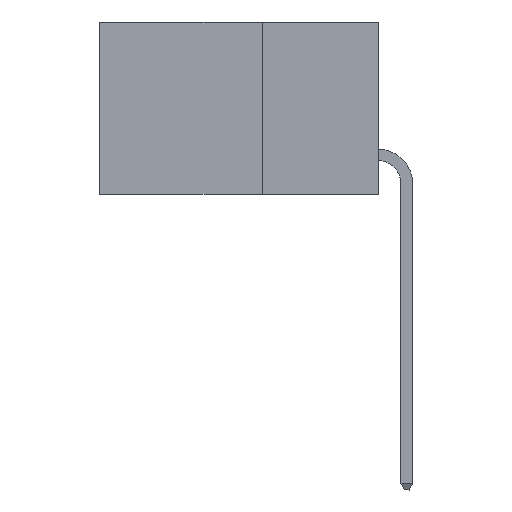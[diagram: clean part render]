
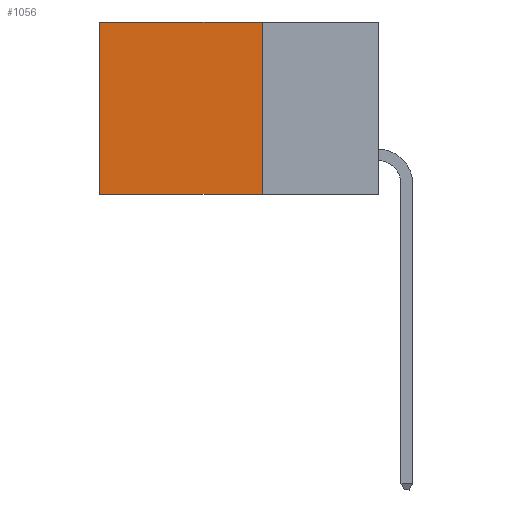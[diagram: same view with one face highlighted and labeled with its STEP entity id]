
A CAD part, left-side view. The second image highlights one B-rep face of the part: STEP entity #1056.
In plain terms, the highlighted planar face has unit normal (-1, 0, 0).
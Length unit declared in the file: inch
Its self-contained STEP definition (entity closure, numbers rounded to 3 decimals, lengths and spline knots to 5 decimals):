
#886 = PLANE ( 'NONE',  #2852 ) ;
#1056 = ADVANCED_FACE ( 'NONE', ( #17406 ), #886, .F. ) ;
#1176 = DIRECTION ( 'NONE',  ( 0., 0., -1. ) ) ;
#1663 = VERTEX_POINT ( 'NONE', #7920 ) ;
#2612 = EDGE_CURVE ( 'NONE', #21792, #1663, #6009, .T. ) ;
#2852 = AXIS2_PLACEMENT_3D ( 'NONE', #15595, #14153, #21523 ) ;
#3988 = VECTOR ( 'NONE', #22884, 39.37008 ) ;
#6009 = LINE ( 'NONE', #9743, #21705 ) ;
#6593 = VERTEX_POINT ( 'NONE', #17999 ) ;
#6952 = VECTOR ( 'NONE', #1176, 39.37008 ) ;
#7920 = CARTESIAN_POINT ( 'NONE',  ( 0.2615, 0.25, -0.37 ) ) ;
#7948 = LINE ( 'NONE', #23009, #3988 ) ;
#8142 = CARTESIAN_POINT ( 'NONE',  ( 0.2615, 0.25, 0. ) ) ;
#8253 = ORIENTED_EDGE ( 'NONE', *, *, #14719, .T. ) ;
#9743 = CARTESIAN_POINT ( 'NONE',  ( 0.2615, 0.25, -0.37 ) ) ;
#10446 = EDGE_CURVE ( 'NONE', #18139, #6593, #13831, .T. ) ;
#10865 = CARTESIAN_POINT ( 'NONE',  ( 0.2615, 0.25, 0. ) ) ;
#11226 = ORIENTED_EDGE ( 'NONE', *, *, #15450, .F. ) ;
#11576 = CARTESIAN_POINT ( 'NONE',  ( 0.2615, 0.6, 0. ) ) ;
#11592 = ORIENTED_EDGE ( 'NONE', *, *, #2612, .F. ) ;
#13831 = LINE ( 'NONE', #21201, #6952 ) ;
#14153 = DIRECTION ( 'NONE',  ( 1., 0., 0. ) ) ;
#14719 = EDGE_CURVE ( 'NONE', #21792, #18139, #20042, .T. ) ;
#15128 = VECTOR ( 'NONE', #18243, 39.37008 ) ;
#15387 = DIRECTION ( 'NONE',  ( 0., 0., -1. ) ) ;
#15450 = EDGE_CURVE ( 'NONE', #1663, #6593, #7948, .T. ) ;
#15595 = CARTESIAN_POINT ( 'NONE',  ( 0.2615, 0.25, -0.37 ) ) ;
#17406 = FACE_OUTER_BOUND ( 'NONE', #17669, .T. ) ;
#17669 = EDGE_LOOP ( 'NONE', ( #21706, #11226, #11592, #8253 ) ) ;
#17999 = CARTESIAN_POINT ( 'NONE',  ( 0.2615, 0.6, -0.37 ) ) ;
#18139 = VERTEX_POINT ( 'NONE', #11576 ) ;
#18243 = DIRECTION ( 'NONE',  ( 0., 1., 0. ) ) ;
#20042 = LINE ( 'NONE', #10865, #15128 ) ;
#21201 = CARTESIAN_POINT ( 'NONE',  ( 0.2615, 0.6, -0.37 ) ) ;
#21523 = DIRECTION ( 'NONE',  ( 0., 0., -1. ) ) ;
#21705 = VECTOR ( 'NONE', #15387, 39.37008 ) ;
#21706 = ORIENTED_EDGE ( 'NONE', *, *, #10446, .T. ) ;
#21792 = VERTEX_POINT ( 'NONE', #8142 ) ;
#22884 = DIRECTION ( 'NONE',  ( 0., 1., 0. ) ) ;
#23009 = CARTESIAN_POINT ( 'NONE',  ( 0.2615, 0.25, -0.37 ) ) ;
